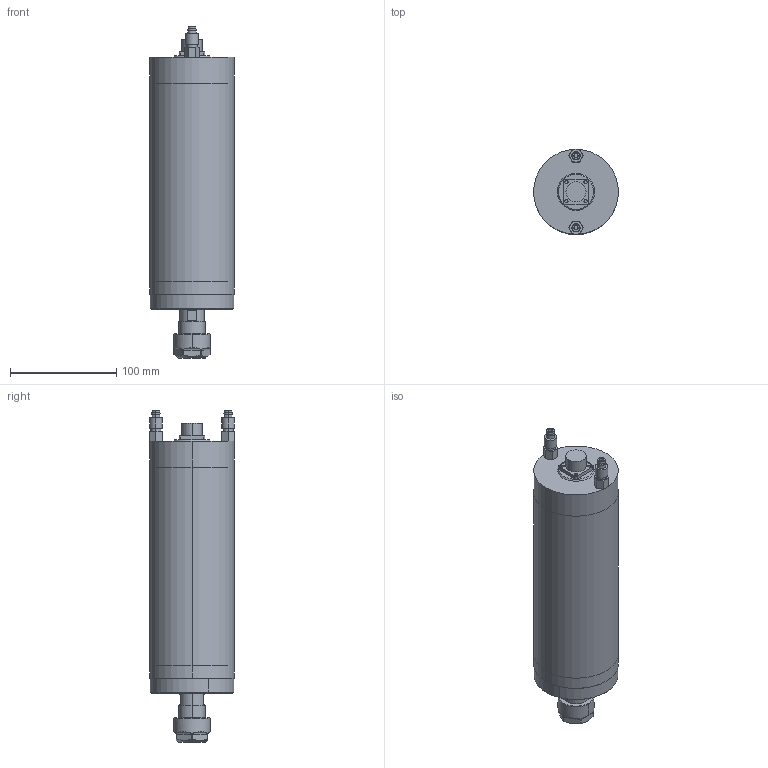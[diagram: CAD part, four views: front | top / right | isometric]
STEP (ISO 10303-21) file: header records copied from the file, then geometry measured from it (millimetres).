
FILE_DESCRIPTION (( 'STEP AP214' ), '1' );
FILE_NAME ('GDZ23軞蚾.STEP', '2021-04-30T04:51:54', ( '萇齟' ), ( '' ), 'SwSTEP 2.0', 'SolidWorks 2018', '' );
FILE_SCHEMA (( 'AUTOMOTIVE_DESIGN' ));
Length unit declared in the file: millimetre
Products named in the file (10): GDZ23粣芛; 堤盄釱脣芛18x18M20; GDZ23滅鳥欶; ER20 粟俶芠標; GDZ23粣創釱; GDZ17阨郲; GDZ17堤盄釱; GDZ23; ER20蹟簽; GDZ23軞蚾
Assembly tree (10 placements, depth 2):
  GDZ23軞蚾
    GDZ23
    GDZ17堤盄釱
    GDZ17阨郲  x2
    GDZ23滅鳥欶
    GDZ23粣創釱
    堤盄釱脣芛18x18M20
    GDZ23粣芛
    ER20 粟俶芠標
    ER20蹟簽
Bounding box: 80 x 80 x 313 mm (x, y, z)
Volume: 1227480.4 mm3; surface area: 117631 mm2
Topology: 10 solids, 10 shells, 150 faces, 322 edges, 210 vertices
Faces by surface type: plane 64, cylinder 58, cone 24, torus 4
Entity records: 4226 total; most frequent: CARTESIAN_POINT 901, DIRECTION 668, ORIENTED_EDGE 544, AXIS2_PLACEMENT_3D 273, EDGE_CURVE 272, VERTEX_POINT 178, EDGE_LOOP 154, CIRCLE 134
